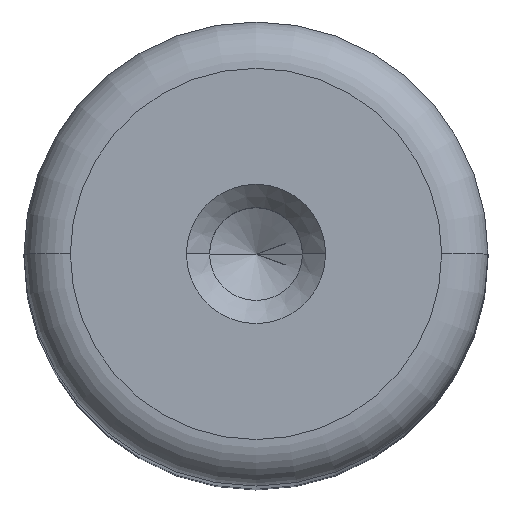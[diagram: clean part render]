
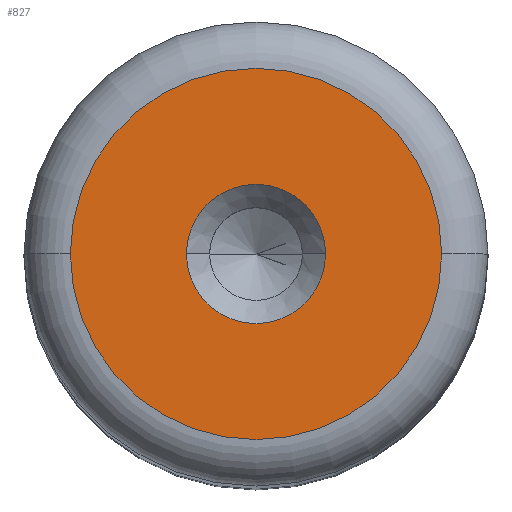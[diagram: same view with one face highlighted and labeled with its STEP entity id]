
A CAD part, top view. The second image highlights one B-rep face of the part: STEP entity #827.
In plain terms, the highlighted planar face has unit normal (0, 0, 1).
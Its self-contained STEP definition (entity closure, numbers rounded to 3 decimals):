
#10 = DIRECTION ( 'NONE',  ( 0., 0., 1. ) ) ;
#14 = CARTESIAN_POINT ( 'NONE',  ( -4., 0., 50. ) ) ;
#18 = DIRECTION ( 'NONE',  ( 1., 0., 0. ) ) ;
#43 = AXIS2_PLACEMENT_3D ( 'NONE', #371, #742, #611 ) ;
#66 = CIRCLE ( 'NONE', #393, 1.5 ) ;
#128 = CARTESIAN_POINT ( 'NONE',  ( 0., 0., 50. ) ) ;
#137 = AXIS2_PLACEMENT_3D ( 'NONE', #128, #10, #18 ) ;
#190 = CARTESIAN_POINT ( 'NONE',  ( 1.5, 0., 50. ) ) ;
#266 = EDGE_CURVE ( 'NONE', #707, #1328, #895, .T. ) ;
#357 = DIRECTION ( 'NONE',  ( 1., 0., 0. ) ) ;
#362 = DIRECTION ( 'NONE',  ( 0., 0., 1. ) ) ;
#368 = EDGE_LOOP ( 'NONE', ( #540, #1034 ) ) ;
#371 = CARTESIAN_POINT ( 'NONE',  ( 0., 0., 50. ) ) ;
#391 = CIRCLE ( 'NONE', #1248, 4. ) ;
#393 = AXIS2_PLACEMENT_3D ( 'NONE', #1364, #1064, #1044 ) ;
#422 = VERTEX_POINT ( 'NONE', #190 ) ;
#438 = EDGE_CURVE ( 'NONE', #1328, #707, #391, .T. ) ;
#454 = AXIS2_PLACEMENT_3D ( 'NONE', #670, #680, #687 ) ;
#533 = FACE_BOUND ( 'NONE', #368, .T. ) ;
#540 = ORIENTED_EDGE ( 'NONE', *, *, #871, .F. ) ;
#569 = ORIENTED_EDGE ( 'NONE', *, *, #438, .T. ) ;
#611 = DIRECTION ( 'NONE',  ( 1., 0., 0. ) ) ;
#620 = CARTESIAN_POINT ( 'NONE',  ( 0., 0., 50. ) ) ;
#670 = CARTESIAN_POINT ( 'NONE',  ( 0., 0., 50. ) ) ;
#678 = FACE_OUTER_BOUND ( 'NONE', #1150, .T. ) ;
#680 = DIRECTION ( 'NONE',  ( 0., 0., 1. ) ) ;
#687 = DIRECTION ( 'NONE',  ( 1., 0., 0. ) ) ;
#707 = VERTEX_POINT ( 'NONE', #14 ) ;
#742 = DIRECTION ( 'NONE',  ( 0., 0., 1. ) ) ;
#807 = CIRCLE ( 'NONE', #137, 1.5 ) ;
#827 = ADVANCED_FACE ( 'NONE', ( #533, #678 ), #1316, .T. ) ;
#841 = ORIENTED_EDGE ( 'NONE', *, *, #266, .T. ) ;
#871 = EDGE_CURVE ( 'NONE', #422, #1247, #807, .T. ) ;
#895 = CIRCLE ( 'NONE', #454, 4. ) ;
#945 = EDGE_CURVE ( 'NONE', #1247, #422, #66, .T. ) ;
#1034 = ORIENTED_EDGE ( 'NONE', *, *, #945, .F. ) ;
#1044 = DIRECTION ( 'NONE',  ( 1., 0., 0. ) ) ;
#1064 = DIRECTION ( 'NONE',  ( 0., 0., 1. ) ) ;
#1150 = EDGE_LOOP ( 'NONE', ( #569, #841 ) ) ;
#1233 = CARTESIAN_POINT ( 'NONE',  ( -1.5, 0., 50. ) ) ;
#1247 = VERTEX_POINT ( 'NONE', #1233 ) ;
#1248 = AXIS2_PLACEMENT_3D ( 'NONE', #620, #362, #357 ) ;
#1316 = PLANE ( 'NONE',  #43 ) ;
#1328 = VERTEX_POINT ( 'NONE', #1388 ) ;
#1364 = CARTESIAN_POINT ( 'NONE',  ( 0., 0., 50. ) ) ;
#1388 = CARTESIAN_POINT ( 'NONE',  ( 4., 0., 50. ) ) ;
